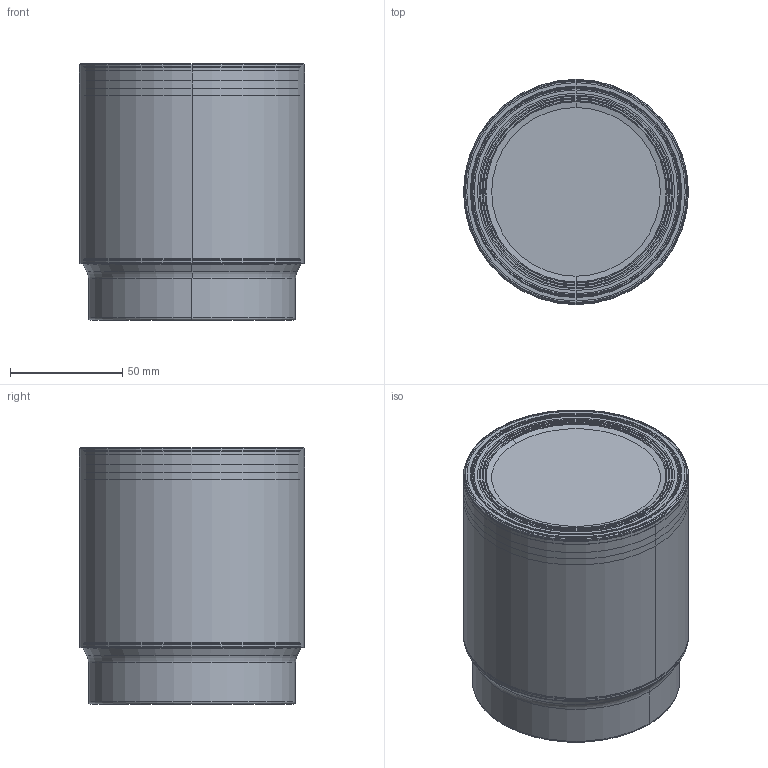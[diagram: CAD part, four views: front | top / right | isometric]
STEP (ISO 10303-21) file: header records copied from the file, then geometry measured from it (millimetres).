
FILE_DESCRIPTION((''),'2;1');
FILE_NAME('22J3K100088F4R00__ASM','2009-12-15T',('poussios_pc'),(''),'PRO/ENGINEER BY PARAMETRIC TECHNOLOGY CORPORATION, 2009380','PRO/ENGINEER BY PARAMETRIC TECHNOLOGY CORPORATION, 2009380','');
FILE_SCHEMA(('CONFIG_CONTROL_DESIGN'));
Length unit declared in the file: millimetre
Products named in the file (3): 22J3K100088F4R00_HSG; SCHNEIDE; 22J3K100088F4R00__ASM
Assembly tree (2 placements, depth 2):
  22J3K100088F4R00__ASM
    22J3K100088F4R00_HSG
    SCHNEIDE
Bounding box: 100.05 x 100.05 x 114 mm (x, y, z)
Volume: 1084725.7 mm3; surface area: 104611 mm2
Topology: 2 solids, 2 shells, 135 faces, 268 edges, 136 vertices
Faces by surface type: revolution 112, torus 8, cylinder 8, cone 4, plane 3
Entity records: 10206 total; most frequent: CARTESIAN_POINT 7486, ORIENTED_EDGE 536, DIRECTION 468, EDGE_CURVE 268, B_SPLINE_CURVE_WITH_KNOTS 224, AXIS2_PLACEMENT_3D 172, CIRCLE 144, VERTEX_POINT 136
